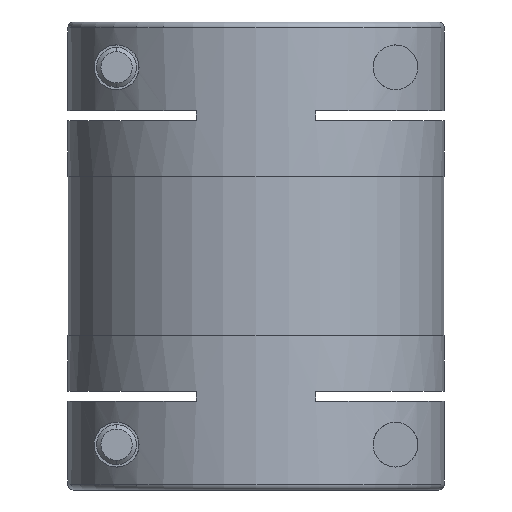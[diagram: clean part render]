
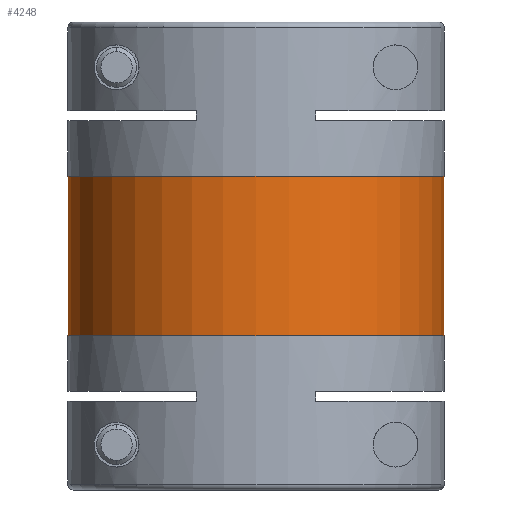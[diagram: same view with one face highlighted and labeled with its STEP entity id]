
A CAD part, front view. The second image highlights one B-rep face of the part: STEP entity #4248.
In plain terms, the highlighted cylindrical face has radius 18.85 mm (diameter 37.7 mm), a partial arc.
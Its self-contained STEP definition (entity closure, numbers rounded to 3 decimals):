
#93 = DIRECTION ( 'NONE',  ( 0., 0., 1. ) ) ;
#172 = AXIS2_PLACEMENT_3D ( 'NONE', #206, #93, #3521 ) ;
#206 = CARTESIAN_POINT ( 'NONE',  ( 0., 0., -47. ) ) ;
#334 = VECTOR ( 'NONE', #5476, 1000. ) ;
#880 = AXIS2_PLACEMENT_3D ( 'NONE', #1816, #4327, #2296 ) ;
#988 = CIRCLE ( 'NONE', #3125, 18.85 ) ;
#1363 = VERTEX_POINT ( 'NONE', #2795 ) ;
#1446 = DIRECTION ( 'NONE',  ( -1., 0., 0. ) ) ;
#1502 = CARTESIAN_POINT ( 'NONE',  ( 0., 0., -31.5 ) ) ;
#1571 = EDGE_CURVE ( 'NONE', #2568, #1363, #988, .T. ) ;
#1816 = CARTESIAN_POINT ( 'NONE',  ( 0., 0., -15.5 ) ) ;
#1924 = EDGE_CURVE ( 'NONE', #1363, #3405, #5142, .T. ) ;
#2046 = EDGE_LOOP ( 'NONE', ( #3594, #3726, #2095, #2066 ) ) ;
#2048 = LINE ( 'NONE', #3745, #334 ) ;
#2066 = ORIENTED_EDGE ( 'NONE', *, *, #1924, .F. ) ;
#2095 = ORIENTED_EDGE ( 'NONE', *, *, #2678, .T. ) ;
#2194 = CARTESIAN_POINT ( 'NONE',  ( -18.85, 0., -15.5 ) ) ;
#2296 = DIRECTION ( 'NONE',  ( -1., 0., 0. ) ) ;
#2323 = CIRCLE ( 'NONE', #880, 18.85 ) ;
#2334 = FACE_OUTER_BOUND ( 'NONE', #2046, .T. ) ;
#2568 = VERTEX_POINT ( 'NONE', #5363 ) ;
#2663 = CYLINDRICAL_SURFACE ( 'NONE', #172, 18.85 ) ;
#2678 = EDGE_CURVE ( 'NONE', #4946, #3405, #2323, .T. ) ;
#2795 = CARTESIAN_POINT ( 'NONE',  ( -18.85, 0., -31.5 ) ) ;
#2998 = DIRECTION ( 'NONE',  ( 0., 0., 1. ) ) ;
#3125 = AXIS2_PLACEMENT_3D ( 'NONE', #1502, #4461, #1446 ) ;
#3405 = VERTEX_POINT ( 'NONE', #2194 ) ;
#3521 = DIRECTION ( 'NONE',  ( -1., 0., 0. ) ) ;
#3594 = ORIENTED_EDGE ( 'NONE', *, *, #1571, .F. ) ;
#3726 = ORIENTED_EDGE ( 'NONE', *, *, #5493, .T. ) ;
#3745 = CARTESIAN_POINT ( 'NONE',  ( 18.85, 0., -47. ) ) ;
#4113 = VECTOR ( 'NONE', #2998, 1000. ) ;
#4248 = ADVANCED_FACE ( 'NONE', ( #2334 ), #2663, .T. ) ;
#4327 = DIRECTION ( 'NONE',  ( 0., 0., -1. ) ) ;
#4461 = DIRECTION ( 'NONE',  ( 0., 0., -1. ) ) ;
#4744 = CARTESIAN_POINT ( 'NONE',  ( -18.85, 0., -47. ) ) ;
#4946 = VERTEX_POINT ( 'NONE', #5344 ) ;
#5142 = LINE ( 'NONE', #4744, #4113 ) ;
#5344 = CARTESIAN_POINT ( 'NONE',  ( 18.85, 0., -15.5 ) ) ;
#5363 = CARTESIAN_POINT ( 'NONE',  ( 18.85, 0., -31.5 ) ) ;
#5476 = DIRECTION ( 'NONE',  ( 0., 0., 1. ) ) ;
#5493 = EDGE_CURVE ( 'NONE', #2568, #4946, #2048, .T. ) ;
